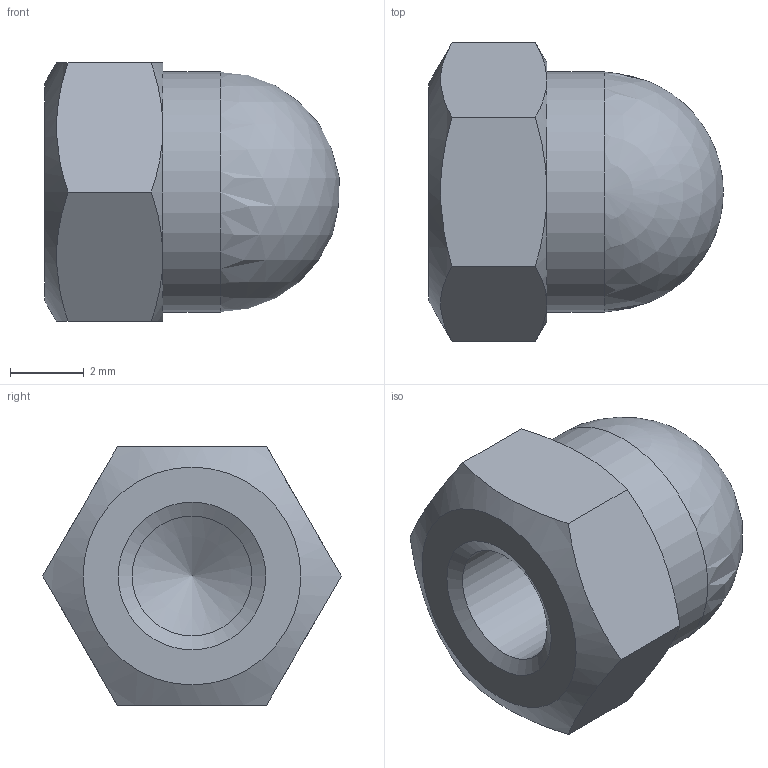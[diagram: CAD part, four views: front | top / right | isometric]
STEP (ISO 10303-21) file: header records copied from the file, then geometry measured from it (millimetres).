
FILE_DESCRIPTION(/* description */ ('Dado esagonale con calotta sferica'),/* implementation_level */ '2;1');
FILE_NAME(/* name */ 'DIN 1587 M4_ipt_eac030cb.STEP',/* time_stamp */ '2020-02-10T12:18:25+01:00',/* author */ ('socci'),/* organization */ (''),/* preprocessor_version */ 'ST-DEVELOPER v18',/* originating_system */ 'Autodesk Inventor 2020',/* authorisation */ '');
FILE_SCHEMA (('AUTOMOTIVE_DESIGN { 1 0 10303 214 3 1 1 }'));
Length unit declared in the file: millimetre
Products named in the file (1): DIN 1587 - M4(1)
Bounding box: 7.98 x 8.08 x 7 mm (x, y, z)
Volume: 208 mm3; surface area: 271.7 mm2
Topology: 1 solids, 1 shells, 20 faces, 51 edges, 32 vertices
Faces by surface type: cone 9, plane 8, cylinder 2, sphere 1
Full cylindrical faces by diameter (mm): 3.242 x1, 6.5 x1
Entity records: 594 total; most frequent: CARTESIAN_POINT 133, ORIENTED_EDGE 92, DIRECTION 87, EDGE_CURVE 46, AXIS2_PLACEMENT_3D 38, VERTEX_POINT 30, EDGE_LOOP 22, FACE_OUTER_BOUND 20
